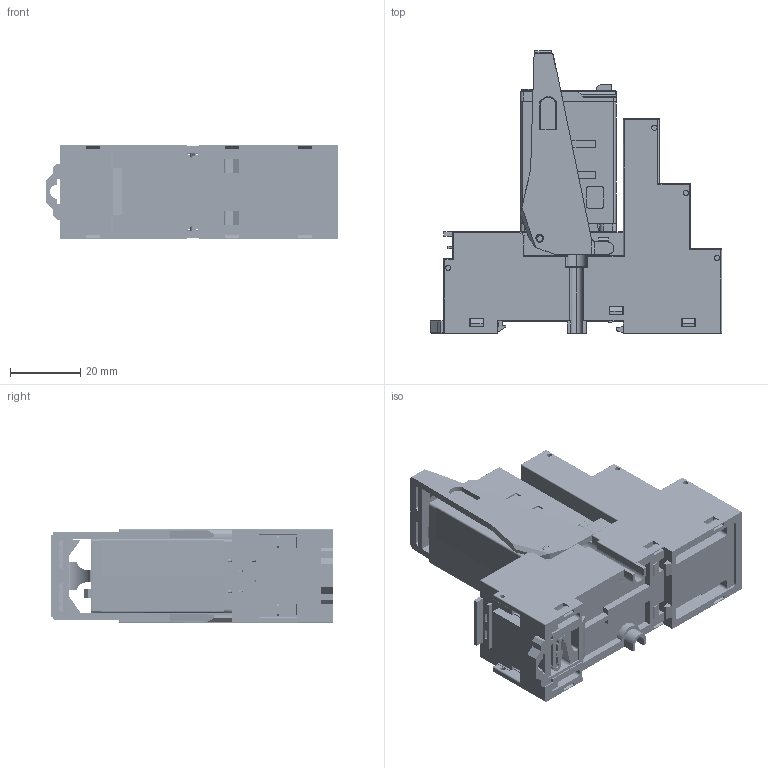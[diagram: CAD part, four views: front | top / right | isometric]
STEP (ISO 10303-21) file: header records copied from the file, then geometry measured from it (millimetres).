
FILE_DESCRIPTION(('STEP AP242'),'1');
FILE_NAME('rxm2ab2b7pvs.stp','2019-11-23T06:04:16',('TraceParts'),('TraceParts S.A.'),'Spatial InterOp 3D',' ',' ');
FILE_SCHEMA(('AP242_MANAGED_MODEL_BASED_3D_ENGINEERING_MIM_LF {1 0 10303 442 1 1 4}'));
Length unit declared in the file: millimetre
Products named in the file (1): RXM2AB2BD_PVS_ASM_SW0001
Bounding box: 82.8 x 80.35 x 26.9 mm (x, y, z)
Volume: 41780.4 mm3; surface area: 64164.4 mm2
Topology: 1 solids, 2 shells, 6622 faces, 18105 edges, 11479 vertices
Faces by surface type: plane 4098, cylinder 1486, torus 534, cone 401, bspline 50, sphere 49, extrusion 4
Entity records: 223250 total; most frequent: CARTESIAN_POINT 55939, ORIENTED_EDGE 36060, DIRECTION 33377, EDGE_CURVE 18030, VECTOR 12763, LINE 12759, VERTEX_POINT 11479, AXIS2_PLACEMENT_3D 10307
